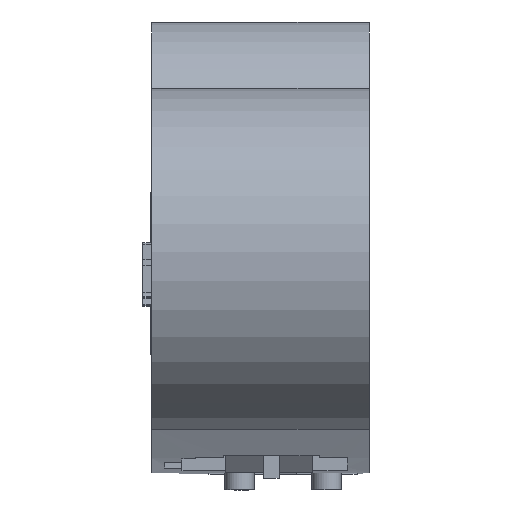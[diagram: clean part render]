
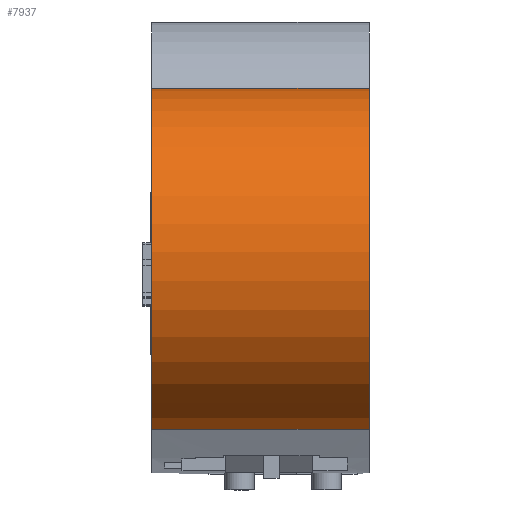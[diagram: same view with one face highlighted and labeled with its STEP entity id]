
A CAD part, front view. The second image highlights one B-rep face of the part: STEP entity #7937.
In plain terms, the highlighted cylindrical face has radius 20 mm (diameter 40 mm), a partial arc.
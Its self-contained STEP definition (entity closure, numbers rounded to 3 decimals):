
#77=CIRCLE('',#8346,20.);
#98=CIRCLE('',#8427,20.);
#113=CYLINDRICAL_SURFACE('',#8426,20.);
#686=FACE_OUTER_BOUND('',#1113,.T.);
#1113=EDGE_LOOP('',(#7091,#7092,#7093,#7094));
#2073=LINE('',#13203,#3050);
#2086=LINE('',#13241,#3063);
#3050=VECTOR('',#10190,10.);
#3063=VECTOR('',#10235,10.);
#3769=VERTEX_POINT('',#13021);
#3770=VERTEX_POINT('',#13023);
#3811=VERTEX_POINT('',#13201);
#3820=VERTEX_POINT('',#13239);
#4824=EDGE_CURVE('',#3770,#3769,#77,.T.);
#4912=EDGE_CURVE('',#3769,#3811,#2073,.T.);
#4930=EDGE_CURVE('',#3820,#3811,#98,.T.);
#4931=EDGE_CURVE('',#3770,#3820,#2086,.T.);
#7091=ORIENTED_EDGE('',*,*,#4824,.T.);
#7092=ORIENTED_EDGE('',*,*,#4912,.T.);
#7093=ORIENTED_EDGE('',*,*,#4930,.F.);
#7094=ORIENTED_EDGE('',*,*,#4931,.F.);
#7937=ADVANCED_FACE('',(#686),#113,.T.);
#8346=AXIS2_PLACEMENT_3D('',#13024,#9986,#9987);
#8426=AXIS2_PLACEMENT_3D('',#13238,#10231,#10232);
#8427=AXIS2_PLACEMENT_3D('',#13240,#10233,#10234);
#9986=DIRECTION('center_axis',(1.,0.,0.));
#9987=DIRECTION('ref_axis',(0.,0.609,0.793));
#10190=DIRECTION('',(1.,0.,0.));
#10231=DIRECTION('center_axis',(1.,0.,0.));
#10232=DIRECTION('ref_axis',(0.,-0.889,0.457));
#10233=DIRECTION('center_axis',(1.,0.,0.));
#10234=DIRECTION('ref_axis',(0.,0.609,0.793));
#10235=DIRECTION('',(1.,0.,0.));
#13021=CARTESIAN_POINT('',(0.,-120.,0.));
#13023=CARTESIAN_POINT('',(0.,-102.,35.));
#13024=CARTESIAN_POINT('Origin',(0.,-114.175,19.133));
#13201=CARTESIAN_POINT('',(25.,-120.,0.));
#13203=CARTESIAN_POINT('',(0.,-120.,0.));
#13238=CARTESIAN_POINT('Origin',(0.,-114.175,19.133));
#13239=CARTESIAN_POINT('',(25.,-102.,35.));
#13240=CARTESIAN_POINT('Origin',(25.,-114.175,19.133));
#13241=CARTESIAN_POINT('',(0.,-102.,35.));
